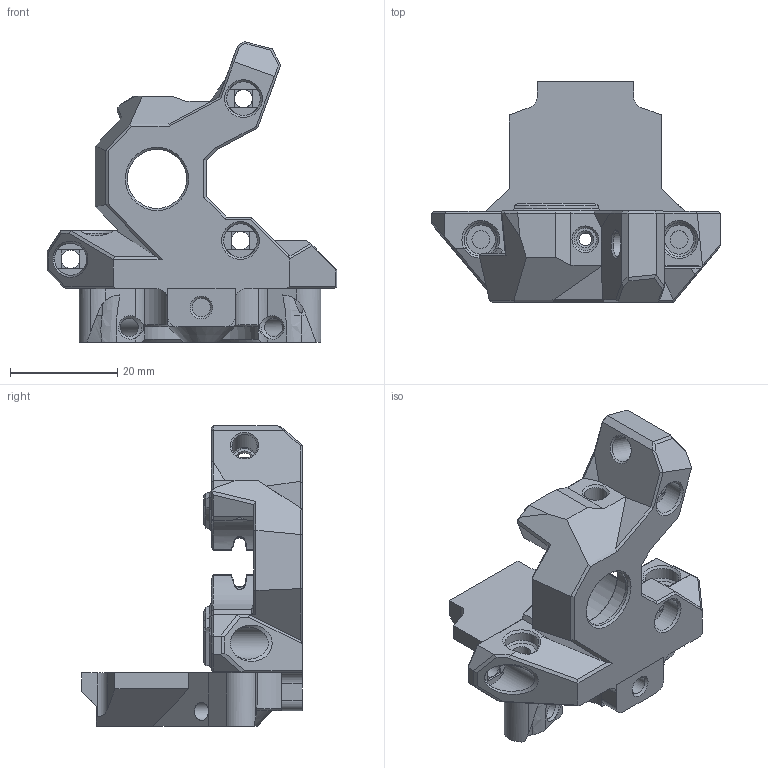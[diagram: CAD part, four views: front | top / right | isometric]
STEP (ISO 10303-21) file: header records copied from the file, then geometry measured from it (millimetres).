
FILE_DESCRIPTION(/* description */ (''),/* implementation_level */ '2;1');
FILE_NAME(/* name */ 'Archetype Exp_G2WW mount v2.step',/* time_stamp */ '2025-04-25T16:47:02+01:00',/* author */ (''),/* organization */ (''),/* preprocessor_version */ 'ST-DEVELOPER v20.1',/* originating_system */ 'Autodesk Translation Framework v14.4.0.0',/* authorisation */ '');
FILE_SCHEMA (('AUTOMOTIVE_DESIGN { 1 0 10303 214 3 1 1 }'));
Length unit declared in the file: millimetre
Products named in the file (3): (Unsaved); Flat G2WW mount - Archetype ExpExp; G2WW front - Archetype Exp
Assembly tree (2 placements, depth 2):
  (Unsaved)
    Flat G2WW mount - Archetype ExpExp
    G2WW front - Archetype Exp
Bounding box: 54.06 x 41.19 x 56.09 mm (x, y, z)
Volume: 20781.8 mm3; surface area: 11036.3 mm2
Topology: 2 solids, 2 shells, 371 faces, 966 edges, 607 vertices
Faces by surface type: plane 230, cylinder 63, cone 48, bspline 22, torus 4, sphere 4
Full cylindrical faces by diameter (mm): 2.4 x2, 3.3 x3, 3.4 x7, 4.2 x2, 4.4 x1, 4.7 x6, 6 x1, 6.25 x4, 11 x1, 14.2 x1
Entity records: 15258 total; most frequent: CARTESIAN_POINT 6147, ORIENTED_EDGE 1932, DIRECTION 1798, EDGE_CURVE 966, LINE 618, VECTOR 618, VERTEX_POINT 607, AXIS2_PLACEMENT_3D 590
